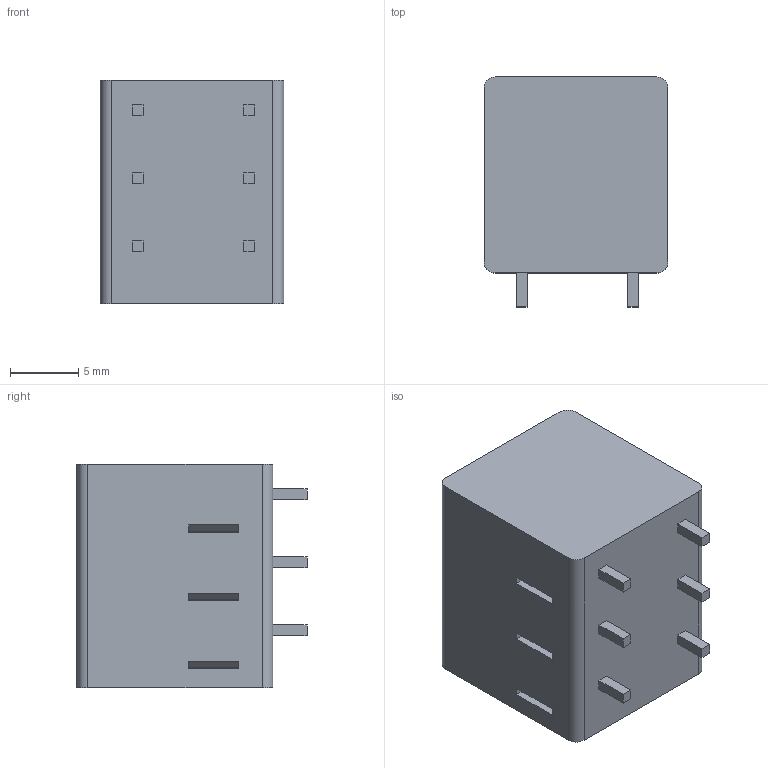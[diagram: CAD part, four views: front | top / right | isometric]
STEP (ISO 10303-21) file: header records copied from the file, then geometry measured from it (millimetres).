
FILE_DESCRIPTION((''),'2;1');
FILE_NAME('PRT0009','2024-09-23T',('sj'),(''),'PRO/ENGINEER BY PARAMETRIC TECHNOLOGY CORPORATION, 2013240','PRO/ENGINEER BY PARAMETRIC TECHNOLOGY CORPORATION, 2013240','');
FILE_SCHEMA(('AUTOMOTIVE_DESIGN_CC2 { 1 2 10303 214 -1 1 5 2 }'));
Length unit declared in the file: millimetre
Products named in the file (1): PRT0009
Bounding box: 13.5 x 16.9 x 16.4 mm (x, y, z)
Volume: 3041 mm3; surface area: 1481.7 mm2
Topology: 1 solids, 1 shells, 166 faces, 393 edges, 250 vertices
Faces by surface type: plane 90, cylinder 52, torus 12, cone 6, bspline 6
Entity records: 5121 total; most frequent: CARTESIAN_POINT 1239, DIRECTION 805, ORIENTED_EDGE 786, EDGE_CURVE 393, AXIS2_PLACEMENT_3D 282, VERTEX_POINT 250, VECTOR 241, LINE 241
